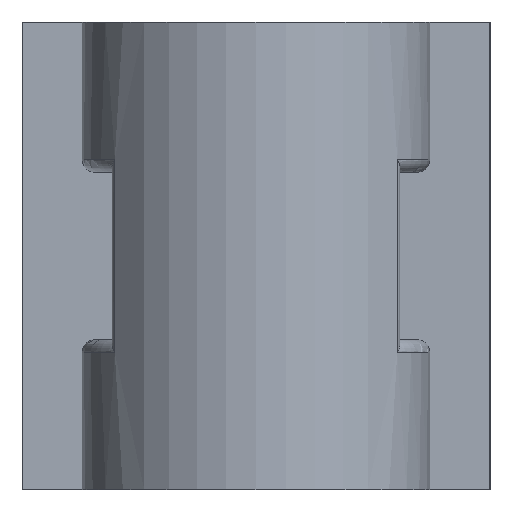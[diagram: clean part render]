
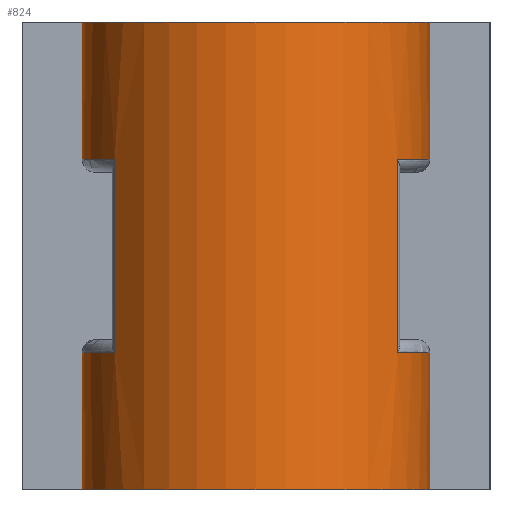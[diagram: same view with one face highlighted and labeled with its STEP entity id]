
A CAD part, left-side view. The second image highlights one B-rep face of the part: STEP entity #824.
In plain terms, the highlighted cylindrical face has radius 2.6 mm (diameter 5.2 mm), a partial arc.
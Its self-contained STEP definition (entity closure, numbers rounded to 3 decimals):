
#23=CYLINDRICAL_SURFACE('',#886,2.6);
#29=CIRCLE('',#876,2.6);
#35=CIRCLE('',#887,2.6);
#36=CIRCLE('',#888,2.6);
#37=CIRCLE('',#889,2.6);
#38=CIRCLE('',#890,2.6);
#39=CIRCLE('',#891,2.6);
#86=FACE_OUTER_BOUND('',#127,.T.);
#127=EDGE_LOOP('',(#679,#680,#681,#682,#683,#684,#685,#686,#687,#688,#689,
#690));
#213=LINE('',#1298,#305);
#215=LINE('',#1302,#307);
#221=LINE('',#1318,#313);
#223=LINE('',#1321,#315);
#225=LINE('',#1332,#317);
#226=LINE('',#1336,#318);
#305=VECTOR('',#1050,10.);
#307=VECTOR('',#1052,10.);
#313=VECTOR('',#1062,10.);
#315=VECTOR('',#1064,10.);
#317=VECTOR('',#1076,10.);
#318=VECTOR('',#1081,10.);
#366=VERTEX_POINT('',#1264);
#367=VERTEX_POINT('',#1266);
#378=VERTEX_POINT('',#1296);
#379=VERTEX_POINT('',#1299);
#380=VERTEX_POINT('',#1301);
#387=VERTEX_POINT('',#1315);
#388=VERTEX_POINT('',#1317);
#389=VERTEX_POINT('',#1320);
#391=VERTEX_POINT('',#1326);
#392=VERTEX_POINT('',#1329);
#393=VERTEX_POINT('',#1331);
#394=VERTEX_POINT('',#1334);
#464=EDGE_CURVE('',#366,#367,#29,.T.);
#480=EDGE_CURVE('',#378,#366,#213,.T.);
#482=EDGE_CURVE('',#379,#380,#215,.T.);
#490=EDGE_CURVE('',#387,#388,#221,.T.);
#492=EDGE_CURVE('',#367,#389,#223,.T.);
#495=EDGE_CURVE('',#380,#391,#35,.T.);
#496=EDGE_CURVE('',#388,#379,#36,.T.);
#497=EDGE_CURVE('',#392,#387,#37,.T.);
#498=EDGE_CURVE('',#393,#392,#225,.T.);
#499=EDGE_CURVE('',#389,#393,#38,.T.);
#500=EDGE_CURVE('',#394,#378,#39,.T.);
#501=EDGE_CURVE('',#391,#394,#226,.T.);
#679=ORIENTED_EDGE('',*,*,#495,.F.);
#680=ORIENTED_EDGE('',*,*,#482,.F.);
#681=ORIENTED_EDGE('',*,*,#496,.F.);
#682=ORIENTED_EDGE('',*,*,#490,.F.);
#683=ORIENTED_EDGE('',*,*,#497,.F.);
#684=ORIENTED_EDGE('',*,*,#498,.F.);
#685=ORIENTED_EDGE('',*,*,#499,.F.);
#686=ORIENTED_EDGE('',*,*,#492,.F.);
#687=ORIENTED_EDGE('',*,*,#464,.F.);
#688=ORIENTED_EDGE('',*,*,#480,.F.);
#689=ORIENTED_EDGE('',*,*,#500,.F.);
#690=ORIENTED_EDGE('',*,*,#501,.F.);
#824=ADVANCED_FACE('',(#86),#23,.T.);
#876=AXIS2_PLACEMENT_3D('',#1267,#1023,#1024);
#886=AXIS2_PLACEMENT_3D('',#1325,#1068,#1069);
#887=AXIS2_PLACEMENT_3D('',#1327,#1070,#1071);
#888=AXIS2_PLACEMENT_3D('',#1328,#1072,#1073);
#889=AXIS2_PLACEMENT_3D('',#1330,#1074,#1075);
#890=AXIS2_PLACEMENT_3D('',#1333,#1077,#1078);
#891=AXIS2_PLACEMENT_3D('',#1335,#1079,#1080);
#1023=DIRECTION('center_axis',(0.,0.,-1.));
#1024=DIRECTION('ref_axis',(0.,1.,0.));
#1050=DIRECTION('',(0.,0.,-1.));
#1052=DIRECTION('',(0.,0.,-1.));
#1062=DIRECTION('',(0.,0.,1.));
#1064=DIRECTION('',(0.,0.,1.));
#1068=DIRECTION('center_axis',(0.,0.,1.));
#1069=DIRECTION('ref_axis',(0.,1.,0.));
#1070=DIRECTION('center_axis',(0.,0.,-1.));
#1071=DIRECTION('ref_axis',(-0.238,-0.971,0.));
#1072=DIRECTION('center_axis',(0.,0.,1.));
#1073=DIRECTION('ref_axis',(0.,1.,0.));
#1074=DIRECTION('center_axis',(0.,0.,-1.));
#1075=DIRECTION('ref_axis',(-0.238,0.971,0.));
#1076=DIRECTION('',(0.,0.,1.));
#1077=DIRECTION('center_axis',(0.,0.,1.));
#1078=DIRECTION('ref_axis',(-0.238,0.971,0.));
#1079=DIRECTION('center_axis',(0.,0.,1.));
#1080=DIRECTION('ref_axis',(-0.238,-0.971,0.));
#1081=DIRECTION('',(0.,0.,-1.));
#1264=CARTESIAN_POINT('',(-0.8,-6.1,-7.));
#1266=CARTESIAN_POINT('',(-0.8,-0.9,-7.));
#1267=CARTESIAN_POINT('Origin',(-0.8,-3.5,-7.));
#1296=CARTESIAN_POINT('',(-0.8,-6.1,-4.95));
#1298=CARTESIAN_POINT('',(-0.8,-6.1,-7.));
#1299=CARTESIAN_POINT('',(-0.8,-6.1,0.));
#1301=CARTESIAN_POINT('',(-0.8,-6.1,-2.05));
#1302=CARTESIAN_POINT('',(-0.8,-6.1,-7.));
#1315=CARTESIAN_POINT('',(-0.8,-0.9,-2.05));
#1317=CARTESIAN_POINT('',(-0.8,-0.9,0.));
#1318=CARTESIAN_POINT('',(-0.8,-0.9,-7.));
#1320=CARTESIAN_POINT('',(-0.8,-0.9,-4.95));
#1321=CARTESIAN_POINT('',(-0.8,-0.9,-7.));
#1325=CARTESIAN_POINT('Origin',(-0.8,-3.5,-7.));
#1326=CARTESIAN_POINT('',(-2.317,-5.612,-2.05));
#1327=CARTESIAN_POINT('Origin',(-0.8,-3.5,-2.05));
#1328=CARTESIAN_POINT('Origin',(-0.8,-3.5,0.));
#1329=CARTESIAN_POINT('',(-2.317,-1.388,-2.05));
#1330=CARTESIAN_POINT('Origin',(-0.8,-3.5,-2.05));
#1331=CARTESIAN_POINT('',(-2.317,-1.388,-4.95));
#1332=CARTESIAN_POINT('',(-2.317,-1.388,-7.));
#1333=CARTESIAN_POINT('Origin',(-0.8,-3.5,-4.95));
#1334=CARTESIAN_POINT('',(-2.317,-5.612,-4.95));
#1335=CARTESIAN_POINT('Origin',(-0.8,-3.5,-4.95));
#1336=CARTESIAN_POINT('',(-2.317,-5.612,-7.));
